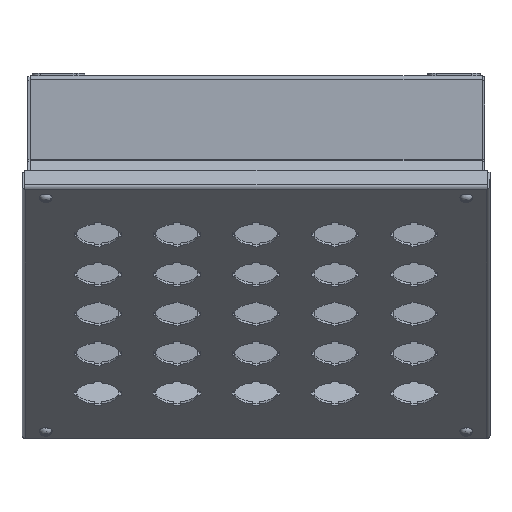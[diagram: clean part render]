
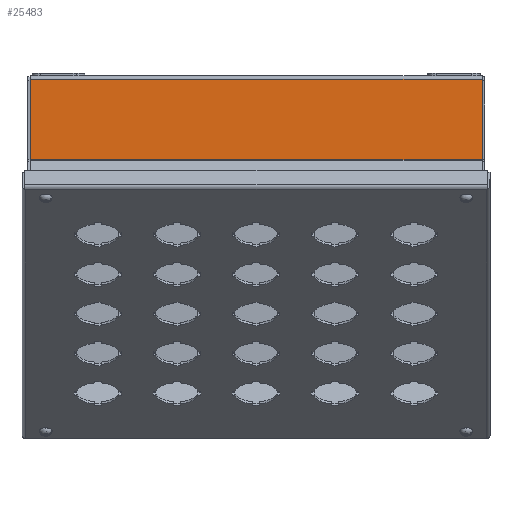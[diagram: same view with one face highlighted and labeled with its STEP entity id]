
A CAD part, top view. The second image highlights one B-rep face of the part: STEP entity #25483.
In plain terms, the highlighted planar face has unit normal (0, 0, 1).
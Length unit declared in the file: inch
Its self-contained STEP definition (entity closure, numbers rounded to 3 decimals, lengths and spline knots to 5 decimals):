
#179 = ORIENTED_EDGE ( 'NONE', *, *, #10859, .T. ) ;
#224 = DIRECTION ( 'NONE',  ( 0., 1., 0. ) ) ;
#1678 = DIRECTION ( 'NONE',  ( 1., 0., 0. ) ) ;
#1843 = ORIENTED_EDGE ( 'NONE', *, *, #4654, .F. ) ;
#2748 = DIRECTION ( 'NONE',  ( -1., 0., 0. ) ) ;
#3676 = AXIS2_PLACEMENT_3D ( 'NONE', #19879, #16140, #27783 ) ;
#4654 = EDGE_CURVE ( 'NONE', #26892, #15063, #12471, .T. ) ;
#7221 = CARTESIAN_POINT ( 'NONE',  ( -6.428, -5.4097, 6.30767 ) ) ;
#7475 = EDGE_CURVE ( 'NONE', #33287, #12185, #32603, .T. ) ;
#7651 = CARTESIAN_POINT ( 'NONE',  ( 6.428, 4.1698, 6.30767 ) ) ;
#8846 = EDGE_CURVE ( 'NONE', #12185, #26892, #26459, .T. ) ;
#9567 = DIRECTION ( 'NONE',  ( 0., 1., 0. ) ) ;
#10859 = EDGE_CURVE ( 'NONE', #33287, #15063, #27363, .T. ) ;
#12185 = VERTEX_POINT ( 'NONE', #33489 ) ;
#12471 = LINE ( 'NONE', #12825, #18973 ) ;
#12825 = CARTESIAN_POINT ( 'NONE',  ( -6.428, 4.1698, 6.30767 ) ) ;
#13077 = CARTESIAN_POINT ( 'NONE',  ( -6.428, 4.1698, 6.30767 ) ) ;
#15063 = VERTEX_POINT ( 'NONE', #7651 ) ;
#16140 = DIRECTION ( 'NONE',  ( 0., 0., -1. ) ) ;
#18179 = ORIENTED_EDGE ( 'NONE', *, *, #7475, .F. ) ;
#18854 = PLANE ( 'NONE',  #3676 ) ;
#18973 = VECTOR ( 'NONE', #1678, 39.37008 ) ;
#19879 = CARTESIAN_POINT ( 'NONE',  ( -6.428, 4.2778, 6.30767 ) ) ;
#20926 = VECTOR ( 'NONE', #2748, 39.37008 ) ;
#25483 = ADVANCED_FACE ( 'NONE', ( #30487 ), #18854, .F. ) ;
#26459 = LINE ( 'NONE', #7221, #32945 ) ;
#26892 = VERTEX_POINT ( 'NONE', #13077 ) ;
#27363 = LINE ( 'NONE', #30423, #29546 ) ;
#27558 = EDGE_LOOP ( 'NONE', ( #1843, #30389, #18179, #179 ) ) ;
#27783 = DIRECTION ( 'NONE',  ( -1., 0., 0. ) ) ;
#29546 = VECTOR ( 'NONE', #224, 39.37008 ) ;
#29553 = CARTESIAN_POINT ( 'NONE',  ( -6.428, 1.88144, 6.30767 ) ) ;
#30389 = ORIENTED_EDGE ( 'NONE', *, *, #8846, .F. ) ;
#30423 = CARTESIAN_POINT ( 'NONE',  ( 6.428, 0.7153, 6.30767 ) ) ;
#30487 = FACE_OUTER_BOUND ( 'NONE', #27558, .T. ) ;
#32603 = LINE ( 'NONE', #29553, #20926 ) ;
#32945 = VECTOR ( 'NONE', #9567, 39.37008 ) ;
#33287 = VERTEX_POINT ( 'NONE', #34249 ) ;
#33489 = CARTESIAN_POINT ( 'NONE',  ( -6.428, 1.88144, 6.30767 ) ) ;
#34249 = CARTESIAN_POINT ( 'NONE',  ( 6.428, 1.88144, 6.30767 ) ) ;
